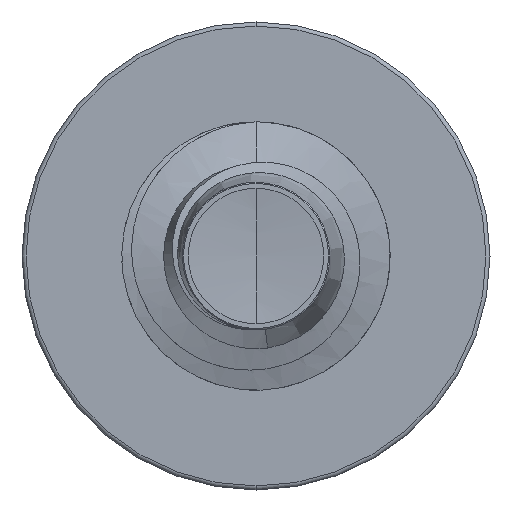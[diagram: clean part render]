
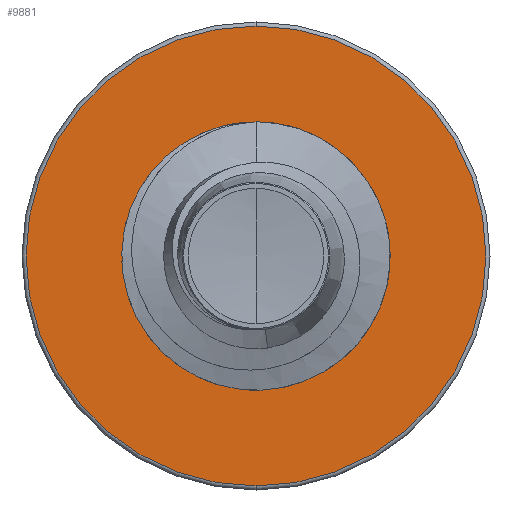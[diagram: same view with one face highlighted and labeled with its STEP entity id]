
A CAD part, front view. The second image highlights one B-rep face of the part: STEP entity #9881.
In plain terms, the highlighted planar face has unit normal (0, -1, 0).
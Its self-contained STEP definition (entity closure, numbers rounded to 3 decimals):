
#236 = VERTEX_POINT ( 'NONE', #8962 ) ;
#894 = ORIENTED_EDGE ( 'NONE', *, *, #9452, .T. ) ;
#1448 = DIRECTION ( 'NONE',  ( 0., 0., 1. ) ) ;
#1452 = DIRECTION ( 'NONE',  ( 0., 1., 0. ) ) ;
#1465 = CARTESIAN_POINT ( 'NONE',  ( 0., 3.5, 0. ) ) ;
#2531 = CARTESIAN_POINT ( 'NONE',  ( 0., 3.5, -2.997 ) ) ;
#2536 = AXIS2_PLACEMENT_3D ( 'NONE', #2599, #2578, #2564 ) ;
#2564 = DIRECTION ( 'NONE',  ( 0., 0., 1. ) ) ;
#2578 = DIRECTION ( 'NONE',  ( 0., 1., 0. ) ) ;
#2599 = CARTESIAN_POINT ( 'NONE',  ( 0., 3.5, 0. ) ) ;
#2611 = AXIS2_PLACEMENT_3D ( 'NONE', #2836, #2815, #2795 ) ;
#2645 = AXIS2_PLACEMENT_3D ( 'NONE', #2912, #2895, #2875 ) ;
#2795 = DIRECTION ( 'NONE',  ( 0., 0., 1. ) ) ;
#2815 = DIRECTION ( 'NONE',  ( 0., 1., 0. ) ) ;
#2836 = CARTESIAN_POINT ( 'NONE',  ( 0., 3.5, 0. ) ) ;
#2875 = DIRECTION ( 'NONE',  ( 0., 0., 1. ) ) ;
#2895 = DIRECTION ( 'NONE',  ( 0., 1., 0. ) ) ;
#2912 = CARTESIAN_POINT ( 'NONE',  ( 0., 3.5, 0. ) ) ;
#2991 = VERTEX_POINT ( 'NONE', #3314 ) ;
#3314 = CARTESIAN_POINT ( 'NONE',  ( 0., 3.5, 1.722 ) ) ;
#3581 = AXIS2_PLACEMENT_3D ( 'NONE', #1465, #1452, #1448 ) ;
#3978 = ORIENTED_EDGE ( 'NONE', *, *, #9465, .F. ) ;
#4225 = FACE_OUTER_BOUND ( 'NONE', #4563, .T. ) ;
#4563 = EDGE_LOOP ( 'NONE', ( #3978, #8253 ) ) ;
#5281 = CIRCLE ( 'NONE', #2536, 1.722 ) ;
#5351 = EDGE_LOOP ( 'NONE', ( #10039, #894 ) ) ;
#6178 = VERTEX_POINT ( 'NONE', #2531 ) ;
#6340 = FACE_BOUND ( 'NONE', #5351, .T. ) ;
#6385 = CARTESIAN_POINT ( 'NONE',  ( 0., 3.5, -1.722 ) ) ;
#7344 = CIRCLE ( 'NONE', #2611, 2.997 ) ;
#7865 = AXIS2_PLACEMENT_3D ( 'NONE', #8781, #8417, #8408 ) ;
#8253 = ORIENTED_EDGE ( 'NONE', *, *, #8966, .F. ) ;
#8308 = CIRCLE ( 'NONE', #3581, 2.997 ) ;
#8408 = DIRECTION ( 'NONE',  ( 0., 0., 1. ) ) ;
#8417 = DIRECTION ( 'NONE',  ( 0., 1., 0. ) ) ;
#8448 = PLANE ( 'NONE',  #7865 ) ;
#8781 = CARTESIAN_POINT ( 'NONE',  ( 0., 3.5, -1.722 ) ) ;
#8962 = CARTESIAN_POINT ( 'NONE',  ( 0., 3.5, 2.998 ) ) ;
#8966 = EDGE_CURVE ( 'NONE', #6178, #236, #8308, .T. ) ;
#9452 = EDGE_CURVE ( 'NONE', #10122, #2991, #10836, .T. ) ;
#9465 = EDGE_CURVE ( 'NONE', #236, #6178, #7344, .T. ) ;
#9481 = EDGE_CURVE ( 'NONE', #2991, #10122, #5281, .T. ) ;
#9881 = ADVANCED_FACE ( 'NONE', ( #4225, #6340 ), #8448, .F. ) ;
#10039 = ORIENTED_EDGE ( 'NONE', *, *, #9481, .T. ) ;
#10122 = VERTEX_POINT ( 'NONE', #6385 ) ;
#10836 = CIRCLE ( 'NONE', #2645, 1.722 ) ;
